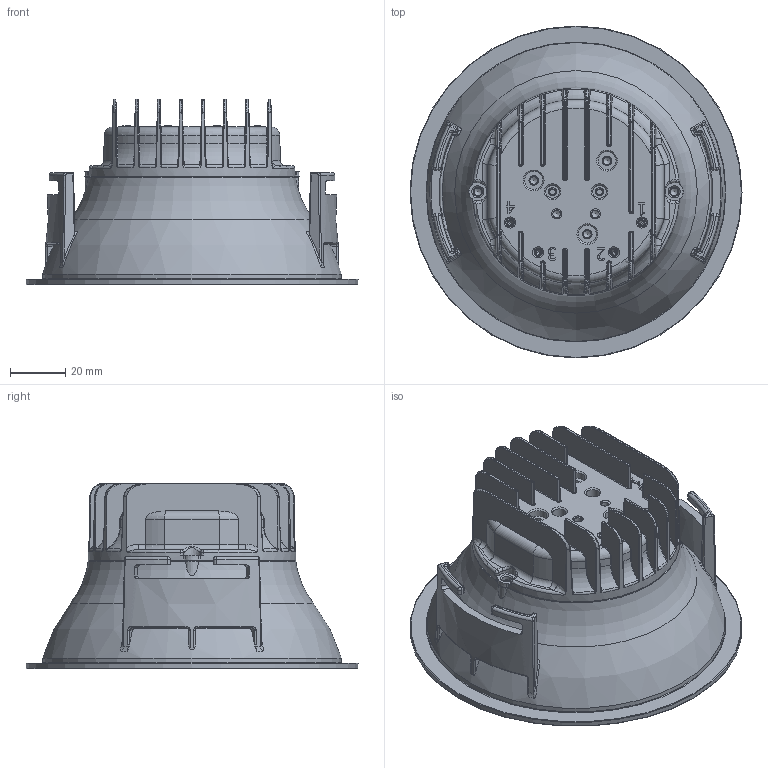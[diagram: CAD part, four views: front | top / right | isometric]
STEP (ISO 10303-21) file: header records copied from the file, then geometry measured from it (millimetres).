
FILE_DESCRIPTION(/* description */ ('This is a sample STEP configuration'),/* implementation_level */ '2;1');
FILE_NAME(/* name */ '573-01xxxxxxxxxxx SIMPLE.ipt_Rev_00.stp',/* time_stamp */ '2023-03-21T14:39:51+01:00',/* author */ ('powerJobs'),/* organization */ ('coolOrange'),/* preprocessor_version */ 'ST-DEVELOPER v19.2',/* originating_system */ 'Autodesk Inventor 2023',/* authorisation */ '');
FILE_SCHEMA (('AUTOMOTIVE_DESIGN { 1 0 10303 214 3 1 1 }'));
Products named in the file (1): ENG000028543
Bounding box: 119.99 x 119.99 x 67 mm (x, y, z)
Volume: 119922.8 mm3; surface area: 79100.2 mm2
Topology: 27 solids, 27 shells, 4524 faces, 11260 edges, 6857 vertices
Faces by surface type: bspline 2072, plane 1364, cylinder 769, torus 146, cone 143, sphere 30
Full cylindrical faces by diameter (mm): 0.35 x128, 1 x7, 1.35 x4, 2.2 x4, 2.7 x7, 3 x6, 3.4 x5, 4.8 x2, 5 x1, 5.2 x6, 6.5 x3, 6.9 x1, 10.2 x1, 28 x1, 30 x2, 44.8 x1
Entity records: 251894 total; most frequent: CARTESIAN_POINT 150529, ORIENTED_EDGE 22432, DIRECTION 16575, EDGE_CURVE 11216, VERTEX_POINT 6850, AXIS2_PLACEMENT_3D 6328, EDGE_LOOP 4782, STYLED_ITEM 4532
